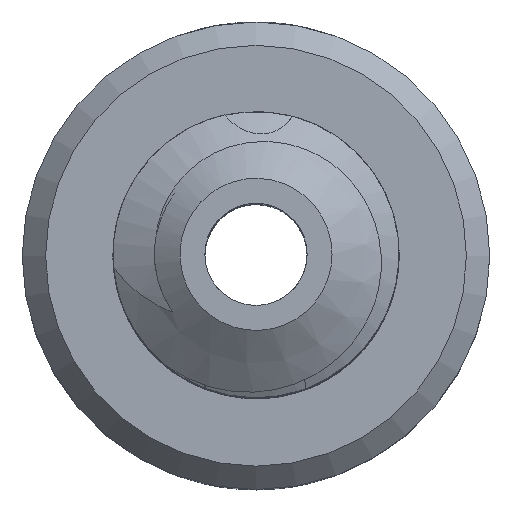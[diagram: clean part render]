
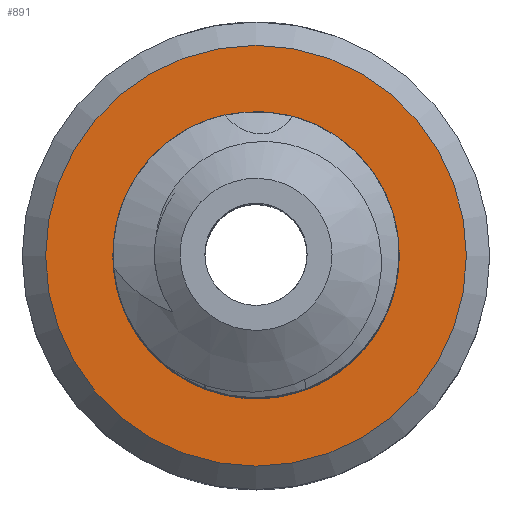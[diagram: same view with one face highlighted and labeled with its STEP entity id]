
A CAD part, top view. The second image highlights one B-rep face of the part: STEP entity #891.
In plain terms, the highlighted planar face has unit normal (0, 0, 1).
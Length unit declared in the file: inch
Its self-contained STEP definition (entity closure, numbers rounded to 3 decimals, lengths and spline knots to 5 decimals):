
#31=FACE_BOUND('',#201,.T.);
#91=PLANE('',#984);
#139=FACE_OUTER_BOUND('',#200,.T.);
#200=EDGE_LOOP('',(#707));
#201=EDGE_LOOP('',(#708,#709,#710,#711));
#250=B_SPLINE_CURVE_WITH_KNOTS('',3,(#2946,#2947,#2948,#2949,#2950,#2951,
#2952,#2953,#2954,#2955,#2956,#2957,#2958,#2959,#2960,#2961,#2962,#2963),
 .UNSPECIFIED.,.F.,.F.,(4,2,2,2,2,2,2,2,4),(0.,0.02951,0.05833,
0.09826,0.14926,0.20691,0.26038,
0.27545,0.2857),.UNSPECIFIED.);
#261=B_SPLINE_CURVE_WITH_KNOTS('',3,(#4720,#4721,#4722,#4723,#4724,#4725,
#4726,#4727,#4728,#4729,#4730,#4731,#4732,#4733,#4734,#4735,#4736,#4737),
 .UNSPECIFIED.,.F.,.F.,(4,2,2,2,2,2,2,2,4),(0.,0.02788,0.05341,
0.10166,0.15785,0.23624,0.31842,
0.37838,0.41376),.UNSPECIFIED.);
#318=CIRCLE('',#943,0.056);
#328=CIRCLE('',#968,0.03976);
#340=CIRCLE('',#985,0.08235);
#359=VERTEX_POINT('',#1438);
#360=VERTEX_POINT('',#1494);
#372=VERTEX_POINT('',#2848);
#384=VERTEX_POINT('',#4664);
#420=VERTEX_POINT('',#6220);
#447=EDGE_CURVE('',#359,#360,#318,.T.);
#465=EDGE_CURVE('',#372,#360,#250,.T.);
#482=EDGE_CURVE('',#359,#384,#261,.T.);
#523=EDGE_CURVE('',#384,#372,#328,.F.);
#537=EDGE_CURVE('',#420,#420,#340,.F.);
#707=ORIENTED_EDGE('',*,*,#537,.T.);
#708=ORIENTED_EDGE('',*,*,#447,.F.);
#709=ORIENTED_EDGE('',*,*,#482,.T.);
#710=ORIENTED_EDGE('',*,*,#523,.T.);
#711=ORIENTED_EDGE('',*,*,#465,.T.);
#891=ADVANCED_FACE('',(#139,#31),#91,.F.);
#943=AXIS2_PLACEMENT_3D('',#1495,#1037,#1038);
#968=AXIS2_PLACEMENT_3D('',#6122,#1092,#1093);
#984=AXIS2_PLACEMENT_3D('',#6219,#1124,#1125);
#985=AXIS2_PLACEMENT_3D('',#6221,#1126,#1127);
#1037=DIRECTION('center_axis',(0.,0.,1.));
#1038=DIRECTION('ref_axis',(1.,0.,0.));
#1092=DIRECTION('center_axis',(0.,0.,1.));
#1093=DIRECTION('ref_axis',(1.,0.,0.));
#1124=DIRECTION('center_axis',(0.,0.,-1.));
#1125=DIRECTION('ref_axis',(-1.,0.,0.));
#1126=DIRECTION('center_axis',(0.,0.,-1.));
#1127=DIRECTION('ref_axis',(-1.,0.,0.));
#1438=CARTESIAN_POINT('',(0.,-0.056,-0.3125));
#1494=CARTESIAN_POINT('',(0.03924,-0.03996,-0.3125));
#1495=CARTESIAN_POINT('Origin',(0.,0.,-0.3125));
#2848=CARTESIAN_POINT('',(0.,0.03976,-0.3125));
#2946=CARTESIAN_POINT('Ctrl Pts',(0.,0.03976,
-0.3125));
#2947=CARTESIAN_POINT('Ctrl Pts',(0.00383,0.04036,
-0.3125));
#2948=CARTESIAN_POINT('Ctrl Pts',(0.00771,0.04045,
-0.3125));
#2949=CARTESIAN_POINT('Ctrl Pts',(0.01532,0.03957,
-0.3125));
#2950=CARTESIAN_POINT('Ctrl Pts',(0.019,0.03864,
-0.3125));
#2951=CARTESIAN_POINT('Ctrl Pts',(0.02738,0.0353,
-0.3125));
#2952=CARTESIAN_POINT('Ctrl Pts',(0.03185,0.03248,
-0.3125));
#2953=CARTESIAN_POINT('Ctrl Pts',(0.04063,0.0244,
-0.3125));
#2954=CARTESIAN_POINT('Ctrl Pts',(0.04409,0.0191,
-0.3125));
#2955=CARTESIAN_POINT('Ctrl Pts',(0.04922,0.00797,
-0.3125));
#2956=CARTESIAN_POINT('Ctrl Pts',(0.05076,0.00159,
-0.3125));
#2957=CARTESIAN_POINT('Ctrl Pts',(0.0513,-0.01093,
-0.3125));
#2958=CARTESIAN_POINT('Ctrl Pts',(0.05048,-0.01695,
-0.3125));
#2959=CARTESIAN_POINT('Ctrl Pts',(0.04808,-0.02429,
-0.3125));
#2960=CARTESIAN_POINT('Ctrl Pts',(0.04688,-0.02772,
-0.3125));
#2961=CARTESIAN_POINT('Ctrl Pts',(0.04304,-0.03472,
-0.3125));
#2962=CARTESIAN_POINT('Ctrl Pts',(0.04124,-0.03742,
-0.3125));
#2963=CARTESIAN_POINT('Ctrl Pts',(0.03924,-0.03996,
-0.3125));
#4664=CARTESIAN_POINT('',(-0.02786,0.02837,-0.3125));
#4720=CARTESIAN_POINT('Ctrl Pts',(0.,-0.056,
-0.3125));
#4721=CARTESIAN_POINT('Ctrl Pts',(-0.00364,-0.05559,
-0.3125));
#4722=CARTESIAN_POINT('Ctrl Pts',(-0.00722,-0.05481,
-0.3125));
#4723=CARTESIAN_POINT('Ctrl Pts',(-0.01387,-0.0526,
-0.3125));
#4724=CARTESIAN_POINT('Ctrl Pts',(-0.01694,-0.05124,
-0.3125));
#4725=CARTESIAN_POINT('Ctrl Pts',(-0.02537,-0.04648,
-0.3125));
#4726=CARTESIAN_POINT('Ctrl Pts',(-0.03027,-0.04239,
-0.3125));
#4727=CARTESIAN_POINT('Ctrl Pts',(-0.03902,-0.03183,
-0.3125));
#4728=CARTESIAN_POINT('Ctrl Pts',(-0.04158,-0.02629,
-0.3125));
#4729=CARTESIAN_POINT('Ctrl Pts',(-0.04479,-0.01764,
-0.3125));
#4730=CARTESIAN_POINT('Ctrl Pts',(-0.04575,-0.01231,
-0.3125));
#4731=CARTESIAN_POINT('Ctrl Pts',(-0.04572,-0.0013,
-0.3125));
#4732=CARTESIAN_POINT('Ctrl Pts',(-0.04464,0.00428,
-0.3125));
#4733=CARTESIAN_POINT('Ctrl Pts',(-0.04102,0.01333,
-0.3125));
#4734=CARTESIAN_POINT('Ctrl Pts',(-0.03898,0.01692,
-0.3125));
#4735=CARTESIAN_POINT('Ctrl Pts',(-0.03499,0.0221,
-0.3125));
#4736=CARTESIAN_POINT('Ctrl Pts',(-0.03223,0.02536,
-0.3125));
#4737=CARTESIAN_POINT('Ctrl Pts',(-0.02786,0.02837,
-0.3125));
#6122=CARTESIAN_POINT('Origin',(0.,0.,-0.3125));
#6219=CARTESIAN_POINT('Origin',(0.,0.,-0.3125));
#6220=CARTESIAN_POINT('',(-0.08235,0.,-0.3125));
#6221=CARTESIAN_POINT('Origin',(0.,0.,-0.3125));
